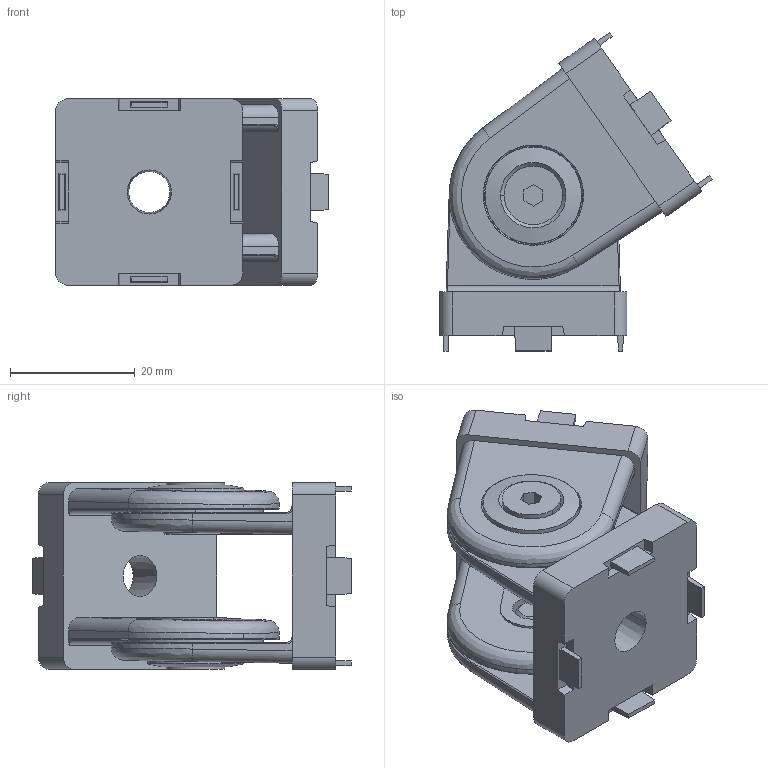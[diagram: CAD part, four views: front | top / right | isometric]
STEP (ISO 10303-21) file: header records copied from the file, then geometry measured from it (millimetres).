
FILE_DESCRIPTION(('FreeCAD Model'),'2;1');
FILE_NAME('Open CASCADE Shape Model','2024-03-18T17:43:50',(''),(''), 'Open CASCADE STEP processor 7.6','FreeCAD','Unknown');
FILE_SCHEMA(('AUTOMOTIVE_DESIGN { 1 0 10303 214 1 1 1 1 }'));
Length unit declared in the file: millimetre
Products named in the file (9): STI6-EO30; SOLID; SOLID001; SOLID002; SOLID003; SOLID004; SOLID005; SOLID006; SOLID007
Assembly tree (8 placements, depth 2):
  STI6-EO30
    SOLID
    SOLID001
    SOLID002
    SOLID003
    SOLID004
    SOLID005
    SOLID006
    SOLID007
Bounding box: 43.72 x 51.1 x 30 mm (x, y, z)
Volume: 21156.6 mm3; surface area: 14359.5 mm2
Topology: 8 solids, 8 shells, 332 faces, 782 edges, 492 vertices
Faces by surface type: plane 150, cylinder 96, torus 36, cone 36, bspline 12, sphere 2
Entity records: 23750 total; most frequent: CARTESIAN_POINT 7927, DIRECTION 2908, LINE 1694, VECTOR 1694, ORIENTED_EDGE 1564, PCURVE 1564, DEFINITIONAL_REPRESENTATION 1564, EDGE_CURVE 782
